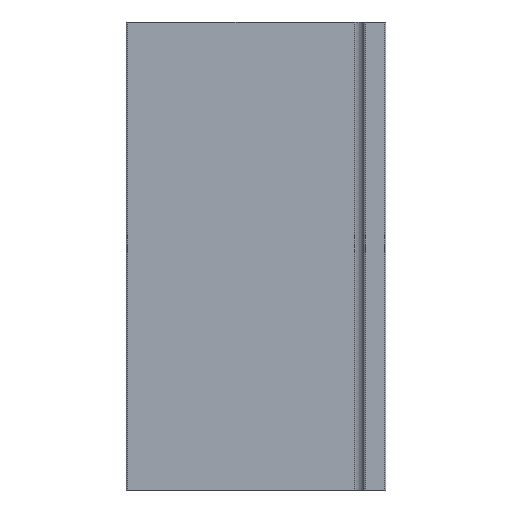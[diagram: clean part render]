
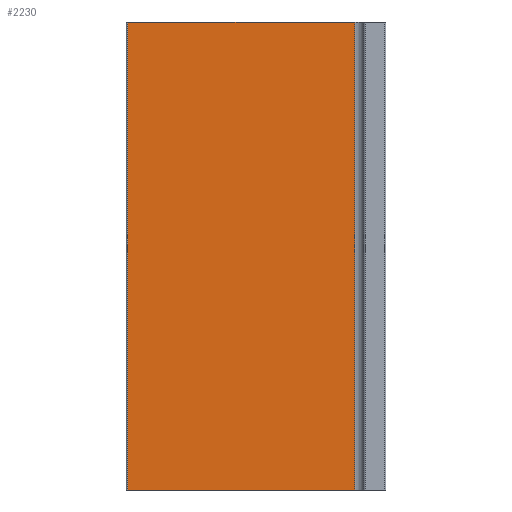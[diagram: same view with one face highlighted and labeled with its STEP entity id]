
A CAD part, left-side view. The second image highlights one B-rep face of the part: STEP entity #2230.
In plain terms, the highlighted planar face has unit normal (-1, 0, 0).
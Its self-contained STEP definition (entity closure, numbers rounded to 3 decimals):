
#36=PLANE('',#2414);
#118=FACE_OUTER_BOUND('',#234,.T.);
#234=EDGE_LOOP('',(#1623,#1624,#1625,#1626));
#392=LINE('',#3518,#618);
#393=LINE('',#3521,#619);
#394=LINE('',#3523,#620);
#395=LINE('',#3524,#621);
#618=VECTOR('',#2828,10.);
#619=VECTOR('',#2831,10.);
#620=VECTOR('',#2832,10.);
#621=VECTOR('',#2833,10.);
#963=VERTEX_POINT('',#3514);
#964=VERTEX_POINT('',#3516);
#965=VERTEX_POINT('',#3520);
#966=VERTEX_POINT('',#3522);
#1236=EDGE_CURVE('',#963,#964,#392,.T.);
#1237=EDGE_CURVE('',#965,#963,#393,.T.);
#1238=EDGE_CURVE('',#966,#964,#394,.T.);
#1239=EDGE_CURVE('',#965,#966,#395,.T.);
#1623=ORIENTED_EDGE('',*,*,#1237,.T.);
#1624=ORIENTED_EDGE('',*,*,#1236,.T.);
#1625=ORIENTED_EDGE('',*,*,#1238,.F.);
#1626=ORIENTED_EDGE('',*,*,#1239,.F.);
#2230=ADVANCED_FACE('',(#118),#36,.T.);
#2414=AXIS2_PLACEMENT_3D('',#3519,#2829,#2830);
#2828=DIRECTION('',(0.,0.,1.));
#2829=DIRECTION('center_axis',(-1.,0.,0.));
#2830=DIRECTION('ref_axis',(0.,-1.,0.));
#2831=DIRECTION('',(0.,-1.,0.));
#2832=DIRECTION('',(0.,-1.,0.));
#2833=DIRECTION('',(0.,0.,1.));
#3514=CARTESIAN_POINT('',(18.8,6.7,0.));
#3516=CARTESIAN_POINT('',(18.8,6.7,100.));
#3518=CARTESIAN_POINT('',(18.8,6.7,0.));
#3519=CARTESIAN_POINT('Origin',(18.8,55.2,0.));
#3520=CARTESIAN_POINT('',(18.8,55.2,0.));
#3521=CARTESIAN_POINT('',(18.8,55.2,0.));
#3522=CARTESIAN_POINT('',(18.8,55.2,100.));
#3523=CARTESIAN_POINT('',(18.8,55.2,100.));
#3524=CARTESIAN_POINT('',(18.8,55.2,0.));
